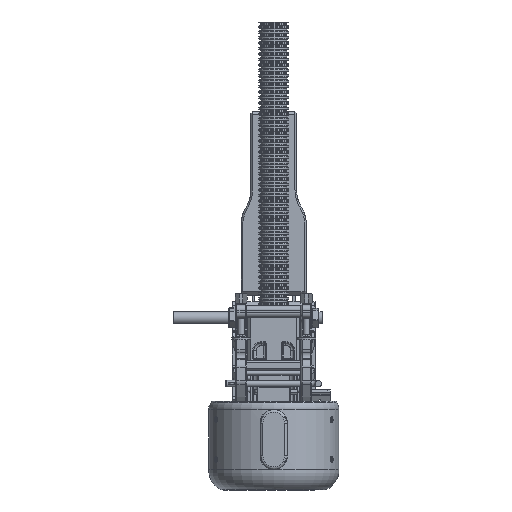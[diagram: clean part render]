
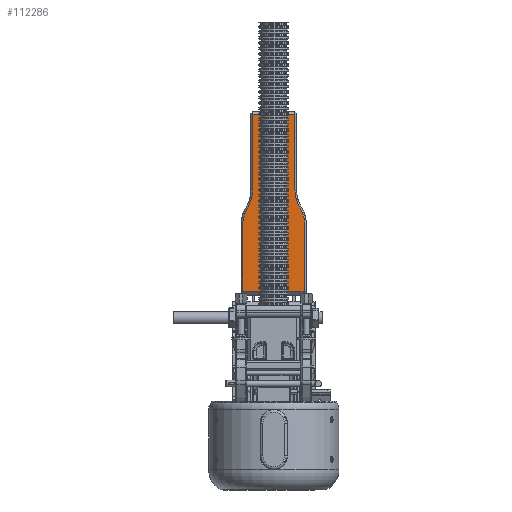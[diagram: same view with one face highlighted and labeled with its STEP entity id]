
A CAD part, front view. The second image highlights one B-rep face of the part: STEP entity #112286.
In plain terms, the highlighted planar face has unit normal (0, -1, 0).
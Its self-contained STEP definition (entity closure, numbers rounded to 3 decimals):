
#228 = EDGE_CURVE ( 'NONE', #131450, #94143, #46053, .T. ) ;
#2867 = CARTESIAN_POINT ( 'NONE',  ( -172.183, 364.518, 392.735 ) ) ;
#3898 = VECTOR ( 'NONE', #151327, 1000. ) ;
#3947 = ORIENTED_EDGE ( 'NONE', *, *, #127556, .F. ) ;
#5786 = DIRECTION ( 'NONE',  ( 0., 1., 0. ) ) ;
#8844 = CARTESIAN_POINT ( 'NONE',  ( -203.231, 364.518, 589.43 ) ) ;
#11402 = CARTESIAN_POINT ( 'NONE',  ( -122.258, 364.518, 269.383 ) ) ;
#14551 = VECTOR ( 'NONE', #186785, 1000. ) ;
#16680 = DIRECTION ( 'NONE',  ( 1., 0., 0. ) ) ;
#17589 = VERTEX_POINT ( 'NONE', #18077 ) ;
#17949 = ORIENTED_EDGE ( 'NONE', *, *, #169260, .T. ) ;
#18077 = CARTESIAN_POINT ( 'NONE',  ( -133.183, 364.518, 595.383 ) ) ;
#18365 = CARTESIAN_POINT ( 'NONE',  ( -229.183, 364.518, 392.735 ) ) ;
#22865 = LINE ( 'NONE', #82971, #101690 ) ;
#24054 = CARTESIAN_POINT ( 'NONE',  ( -115.183, 364.518, 269.383 ) ) ;
#24270 = DIRECTION ( 'NONE',  ( 0., 0., -1. ) ) ;
#24762 = DIRECTION ( 'NONE',  ( 0., 0., -1. ) ) ;
#25200 = VERTEX_POINT ( 'NONE', #119948 ) ;
#28505 = VECTOR ( 'NONE', #138807, 1000. ) ;
#31259 = CARTESIAN_POINT ( 'NONE',  ( -189.433, 364.518, 595.383 ) ) ;
#31699 = EDGE_CURVE ( 'NONE', #17589, #181993, #156264, .T. ) ;
#32416 = CARTESIAN_POINT ( 'NONE',  ( -211.183, 364.518, 456.698 ) ) ;
#33167 = ORIENTED_EDGE ( 'NONE', *, *, #44641, .T. ) ;
#33848 = CIRCLE ( 'NONE', #81131, 57. ) ;
#34688 = DIRECTION ( 'NONE',  ( 0., 0., -1. ) ) ;
#34738 = DIRECTION ( 'NONE',  ( 0., -1., 0. ) ) ;
#35895 = ORIENTED_EDGE ( 'NONE', *, *, #81375, .T. ) ;
#36631 = LINE ( 'NONE', #172409, #192640 ) ;
#41452 = ORIENTED_EDGE ( 'NONE', *, *, #106491, .T. ) ;
#44641 = EDGE_CURVE ( 'NONE', #164241, #100160, #174006, .T. ) ;
#46053 = LINE ( 'NONE', #31259, #3898 ) ;
#46381 = CARTESIAN_POINT ( 'NONE',  ( -211.183, 364.518, 456.698 ) ) ;
#49947 = VERTEX_POINT ( 'NONE', #32416 ) ;
#50769 = DIRECTION ( 'NONE',  ( 0., -1., 0. ) ) ;
#53689 = LINE ( 'NONE', #113728, #70330 ) ;
#55630 = LINE ( 'NONE', #159922, #152383 ) ;
#58773 = ORIENTED_EDGE ( 'NONE', *, *, #63327, .F. ) ;
#63327 = EDGE_CURVE ( 'NONE', #25200, #173395, #69556, .T. ) ;
#65445 = VERTEX_POINT ( 'NONE', #18365 ) ;
#65634 = CARTESIAN_POINT ( 'NONE',  ( -70.183, 364.518, 456.698 ) ) ;
#66605 = CARTESIAN_POINT ( 'NONE',  ( -112.183, 364.518, 595.383 ) ) ;
#66798 = CARTESIAN_POINT ( 'NONE',  ( -133.183, 364.518, 456.698 ) ) ;
#66857 = DIRECTION ( 'NONE',  ( 0., 0., -1. ) ) ;
#66890 = ORIENTED_EDGE ( 'NONE', *, *, #119453, .T. ) ;
#69556 = CIRCLE ( 'NONE', #179481, 57. ) ;
#70330 = VECTOR ( 'NONE', #173693, 1000. ) ;
#71273 = CIRCLE ( 'NONE', #152981, 63. ) ;
#77322 = VERTEX_POINT ( 'NONE', #188808 ) ;
#77821 = VERTEX_POINT ( 'NONE', #138552 ) ;
#78093 = CARTESIAN_POINT ( 'NONE',  ( -172.183, 364.518, 392.735 ) ) ;
#79604 = CARTESIAN_POINT ( 'NONE',  ( -121.596, 364.518, 419.001 ) ) ;
#80344 = DIRECTION ( 'NONE',  ( 0., 0., -1. ) ) ;
#81131 = AXIS2_PLACEMENT_3D ( 'NONE', #78093, #34738, #155768 ) ;
#81329 = CARTESIAN_POINT ( 'NONE',  ( -154.933, 364.518, 589.43 ) ) ;
#81375 = EDGE_CURVE ( 'NONE', #122830, #171557, #53689, .T. ) ;
#82620 = CARTESIAN_POINT ( 'NONE',  ( -222.231, 364.518, 269.383 ) ) ;
#82971 = CARTESIAN_POINT ( 'NONE',  ( -232.183, 364.518, 595.383 ) ) ;
#84407 = ORIENTED_EDGE ( 'NONE', *, *, #31699, .F. ) ;
#86810 = ORIENTED_EDGE ( 'NONE', *, *, #100487, .F. ) ;
#88071 = DIRECTION ( 'NONE',  ( 1., 0., 0. ) ) ;
#90862 = CIRCLE ( 'NONE', #175748, 63. ) ;
#92886 = ORIENTED_EDGE ( 'NONE', *, *, #167316, .F. ) ;
#93908 = EDGE_CURVE ( 'NONE', #113602, #49947, #184120, .T. ) ;
#94143 = VERTEX_POINT ( 'NONE', #177051 ) ;
#94582 = CARTESIAN_POINT ( 'NONE',  ( -115.183, 364.518, 392.735 ) ) ;
#97755 = LINE ( 'NONE', #170478, #129429 ) ;
#100160 = VERTEX_POINT ( 'NONE', #165664 ) ;
#100487 = EDGE_CURVE ( 'NONE', #131450, #167578, #171232, .T. ) ;
#101690 = VECTOR ( 'NONE', #142957, 1000. ) ;
#104995 = ORIENTED_EDGE ( 'NONE', *, *, #228, .T. ) ;
#106187 = CARTESIAN_POINT ( 'NONE',  ( -211.183, 364.518, 595.383 ) ) ;
#106435 = EDGE_CURVE ( 'NONE', #173395, #123886, #36631, .T. ) ;
#106491 = EDGE_CURVE ( 'NONE', #94143, #113602, #22865, .T. ) ;
#106862 = CARTESIAN_POINT ( 'NONE',  ( -222.771, 364.518, 419.001 ) ) ;
#109529 = DIRECTION ( 'NONE',  ( 0., -1., 0. ) ) ;
#110750 = ORIENTED_EDGE ( 'NONE', *, *, #160440, .F. ) ;
#111068 = DIRECTION ( 'NONE',  ( 0.461, 0., -0.887 ) ) ;
#111163 = DIRECTION ( 'NONE',  ( 0., 1., 0. ) ) ;
#112286 = ADVANCED_FACE ( 'NONE', ( #121340 ), #124300, .T. ) ;
#113602 = VERTEX_POINT ( 'NONE', #106187 ) ;
#113728 = CARTESIAN_POINT ( 'NONE',  ( -222.771, 364.518, 419.001 ) ) ;
#115309 = ORIENTED_EDGE ( 'NONE', *, *, #106435, .F. ) ;
#116152 = CARTESIAN_POINT ( 'NONE',  ( -229.183, 364.518, 269.383 ) ) ;
#119453 = EDGE_CURVE ( 'NONE', #186136, #164241, #55630, .T. ) ;
#119948 = CARTESIAN_POINT ( 'NONE',  ( -121.596, 364.518, 419.001 ) ) ;
#120196 = DIRECTION ( 'NONE',  ( -1., 0., 0. ) ) ;
#121340 = FACE_OUTER_BOUND ( 'NONE', #168508, .T. ) ;
#121938 = EDGE_CURVE ( 'NONE', #77322, #167578, #97755, .T. ) ;
#122830 = VERTEX_POINT ( 'NONE', #137101 ) ;
#123886 = VERTEX_POINT ( 'NONE', #24054 ) ;
#124300 = PLANE ( 'NONE',  #163314 ) ;
#126825 = DIRECTION ( 'NONE',  ( 1., 0., 0. ) ) ;
#127521 = VECTOR ( 'NONE', #143675, 1000. ) ;
#127556 = EDGE_CURVE ( 'NONE', #181993, #77821, #90862, .T. ) ;
#129429 = VECTOR ( 'NONE', #185250, 1000. ) ;
#131094 = LINE ( 'NONE', #134885, #134283 ) ;
#131450 = VERTEX_POINT ( 'NONE', #147274 ) ;
#133620 = EDGE_CURVE ( 'NONE', #49947, #122830, #71273, .T. ) ;
#134283 = VECTOR ( 'NONE', #120196, 1000. ) ;
#134885 = CARTESIAN_POINT ( 'NONE',  ( -112.183, 364.518, 269.383 ) ) ;
#137101 = CARTESIAN_POINT ( 'NONE',  ( -218.271, 364.518, 427.666 ) ) ;
#138552 = CARTESIAN_POINT ( 'NONE',  ( -126.096, 364.518, 427.666 ) ) ;
#138807 = DIRECTION ( 'NONE',  ( 0., 0., -1. ) ) ;
#139697 = VECTOR ( 'NONE', #16680, 1000. ) ;
#141519 = LINE ( 'NONE', #79604, #146284 ) ;
#142957 = DIRECTION ( 'NONE',  ( -1., 0., 0. ) ) ;
#143675 = DIRECTION ( 'NONE',  ( 1., 0., 0. ) ) ;
#144040 = VECTOR ( 'NONE', #126825, 1000. ) ;
#146284 = VECTOR ( 'NONE', #111068, 1000. ) ;
#147274 = CARTESIAN_POINT ( 'NONE',  ( -189.433, 364.518, 589.43 ) ) ;
#151327 = DIRECTION ( 'NONE',  ( 0., 0., 1. ) ) ;
#152383 = VECTOR ( 'NONE', #88071, 1000. ) ;
#152981 = AXIS2_PLACEMENT_3D ( 'NONE', #169196, #111163, #170175 ) ;
#155768 = DIRECTION ( 'NONE',  ( 0., 0., -1. ) ) ;
#156264 = LINE ( 'NONE', #66798, #14551 ) ;
#156565 = ORIENTED_EDGE ( 'NONE', *, *, #191264, .F. ) ;
#159135 = LINE ( 'NONE', #160105, #180264 ) ;
#159922 = CARTESIAN_POINT ( 'NONE',  ( -222.231, 364.518, 269.383 ) ) ;
#160105 = CARTESIAN_POINT ( 'NONE',  ( -229.183, 364.518, 269.383 ) ) ;
#160440 = EDGE_CURVE ( 'NONE', #123886, #100160, #131094, .T. ) ;
#162348 = ORIENTED_EDGE ( 'NONE', *, *, #133620, .T. ) ;
#162407 = ORIENTED_EDGE ( 'NONE', *, *, #173770, .T. ) ;
#163314 = AXIS2_PLACEMENT_3D ( 'NONE', #184291, #109529, #34688 ) ;
#164241 = VERTEX_POINT ( 'NONE', #11402 ) ;
#165273 = LINE ( 'NONE', #66605, #139697 ) ;
#165664 = CARTESIAN_POINT ( 'NONE',  ( -122.136, 364.518, 269.383 ) ) ;
#167316 = EDGE_CURVE ( 'NONE', #77821, #25200, #141519, .T. ) ;
#167578 = VERTEX_POINT ( 'NONE', #81329 ) ;
#168508 = EDGE_LOOP ( 'NONE', ( #86810, #104995, #41452, #188538, #162348, #35895, #17949, #162407, #66890, #33167, #110750, #115309, #58773, #92886, #3947, #84407, #156565, #183229 ) ) ;
#169196 = CARTESIAN_POINT ( 'NONE',  ( -274.183, 364.518, 456.698 ) ) ;
#169260 = EDGE_CURVE ( 'NONE', #171557, #65445, #33848, .T. ) ;
#170175 = DIRECTION ( 'NONE',  ( 0., 0., -1. ) ) ;
#170478 = CARTESIAN_POINT ( 'NONE',  ( -154.933, 364.518, 589.43 ) ) ;
#171232 = LINE ( 'NONE', #8844, #127521 ) ;
#171557 = VERTEX_POINT ( 'NONE', #106862 ) ;
#172409 = CARTESIAN_POINT ( 'NONE',  ( -115.183, 364.518, 269.383 ) ) ;
#173395 = VERTEX_POINT ( 'NONE', #94582 ) ;
#173693 = DIRECTION ( 'NONE',  ( -0.461, 0., -0.887 ) ) ;
#173770 = EDGE_CURVE ( 'NONE', #65445, #186136, #159135, .T. ) ;
#174006 = LINE ( 'NONE', #82620, #144040 ) ;
#175748 = AXIS2_PLACEMENT_3D ( 'NONE', #65634, #50769, #80344 ) ;
#177051 = CARTESIAN_POINT ( 'NONE',  ( -189.433, 364.518, 595.383 ) ) ;
#179481 = AXIS2_PLACEMENT_3D ( 'NONE', #2867, #5786, #66857 ) ;
#180264 = VECTOR ( 'NONE', #24270, 1000. ) ;
#181993 = VERTEX_POINT ( 'NONE', #194147 ) ;
#183229 = ORIENTED_EDGE ( 'NONE', *, *, #121938, .T. ) ;
#184120 = LINE ( 'NONE', #46381, #28505 ) ;
#184291 = CARTESIAN_POINT ( 'NONE',  ( -203.231, 364.518, 588.43 ) ) ;
#185250 = DIRECTION ( 'NONE',  ( 0., 0., -1. ) ) ;
#186136 = VERTEX_POINT ( 'NONE', #116152 ) ;
#186785 = DIRECTION ( 'NONE',  ( 0., 0., -1. ) ) ;
#188538 = ORIENTED_EDGE ( 'NONE', *, *, #93908, .T. ) ;
#188808 = CARTESIAN_POINT ( 'NONE',  ( -154.933, 364.518, 595.383 ) ) ;
#191264 = EDGE_CURVE ( 'NONE', #77322, #17589, #165273, .T. ) ;
#192640 = VECTOR ( 'NONE', #24762, 1000. ) ;
#194147 = CARTESIAN_POINT ( 'NONE',  ( -133.183, 364.518, 456.698 ) ) ;
